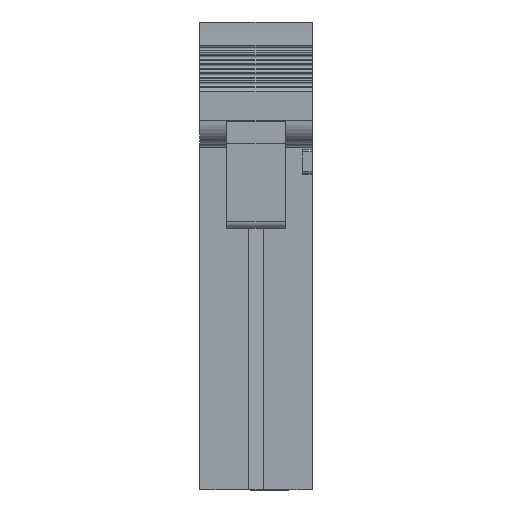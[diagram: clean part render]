
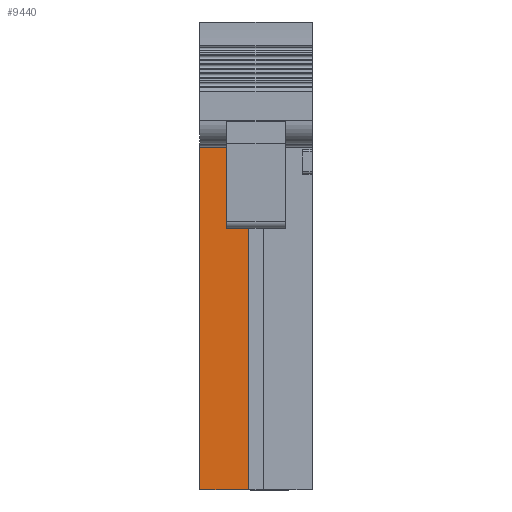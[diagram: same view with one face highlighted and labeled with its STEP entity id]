
A CAD part, left-side view. The second image highlights one B-rep face of the part: STEP entity #9440.
In plain terms, the highlighted planar face has unit normal (-1, 0, 0).
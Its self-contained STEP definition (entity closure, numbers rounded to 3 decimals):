
#9426=AXIS2_PLACEMENT_3D('Plane Axis2P3D',#9423,#9424,#9425) ;
#792=CARTESIAN_POINT('Vertex',(3.203,11.4,0.)) ;
#795=CARTESIAN_POINT('Line Origine',(3.203,11.4,17.327)) ;
#799=CARTESIAN_POINT('Vertex',(3.203,11.4,34.653)) ;
#1030=CARTESIAN_POINT('Vertex',(3.203,11.4,36.792)) ;
#1033=CARTESIAN_POINT('Line Origine',(3.203,11.4,38.596)) ;
#1037=CARTESIAN_POINT('Vertex',(3.203,11.4,40.4)) ;
#5572=CARTESIAN_POINT('Line Origine',(3.203,8.4,40.405)) ;
#5576=CARTESIAN_POINT('Vertex',(3.203,8.4,40.41)) ;
#5578=CARTESIAN_POINT('Vertex',(3.203,8.4,40.4)) ;
#5604=CARTESIAN_POINT('Line Origine',(3.203,9.9,40.4)) ;
#6668=CARTESIAN_POINT('Line Origine',(3.203,6.45,20.205)) ;
#6672=CARTESIAN_POINT('Vertex',(3.203,6.45,0.)) ;
#6674=CARTESIAN_POINT('Vertex',(3.203,6.45,40.41)) ;
#6863=CARTESIAN_POINT('Line Origine',(3.203,7.425,40.41)) ;
#8202=CARTESIAN_POINT('Line Origine',(3.203,8.925,0.)) ;
#8475=CARTESIAN_POINT('Vertex',(3.203,8.65,36.792)) ;
#8478=CARTESIAN_POINT('Line Origine',(3.202,5.7,36.792)) ;
#8797=CARTESIAN_POINT('Vertex',(3.203,8.65,34.653)) ;
#8800=CARTESIAN_POINT('Line Origine',(3.203,5.7,34.653)) ;
#9299=CARTESIAN_POINT('Line Origine',(3.203,8.65,35.723)) ;
#9423=CARTESIAN_POINT('Axis2P3D Location',(3.203,0.,46.9)) ;
#796=DIRECTION('Vector Direction',(0.,0.,-1.)) ;
#1034=DIRECTION('Vector Direction',(0.,0.,-1.)) ;
#5573=DIRECTION('Vector Direction',(0.,0.,-1.)) ;
#5605=DIRECTION('Vector Direction',(0.,1.,0.)) ;
#6669=DIRECTION('Vector Direction',(0.,0.,1.)) ;
#6864=DIRECTION('Vector Direction',(0.,1.,0.)) ;
#8203=DIRECTION('Vector Direction',(0.,1.,0.)) ;
#8479=DIRECTION('Vector Direction',(0.,-1.,0.)) ;
#8801=DIRECTION('Vector Direction',(0.,-1.,0.)) ;
#9300=DIRECTION('Vector Direction',(0.,0.,-1.)) ;
#9424=DIRECTION('Axis2P3D Direction',(1.,-0.,0.)) ;
#9425=DIRECTION('Axis2P3D XDirection',(0.,0.,-1.)) ;
#797=VECTOR('Line Direction',#796,1.) ;
#1035=VECTOR('Line Direction',#1034,1.) ;
#5574=VECTOR('Line Direction',#5573,1.) ;
#5606=VECTOR('Line Direction',#5605,1.) ;
#6670=VECTOR('Line Direction',#6669,1.) ;
#6865=VECTOR('Line Direction',#6864,1.) ;
#8204=VECTOR('Line Direction',#8203,1.) ;
#8480=VECTOR('Line Direction',#8479,1.) ;
#8802=VECTOR('Line Direction',#8801,1.) ;
#9301=VECTOR('Line Direction',#9300,1.) ;
#9429=ORIENTED_EDGE('',*,*,#6676,.T.) ;
#9430=ORIENTED_EDGE('',*,*,#6867,.T.) ;
#9431=ORIENTED_EDGE('',*,*,#5580,.T.) ;
#9432=ORIENTED_EDGE('',*,*,#5608,.T.) ;
#9433=ORIENTED_EDGE('',*,*,#1039,.T.) ;
#9434=ORIENTED_EDGE('',*,*,#8482,.F.) ;
#9435=ORIENTED_EDGE('',*,*,#9303,.T.) ;
#9436=ORIENTED_EDGE('',*,*,#8804,.T.) ;
#9437=ORIENTED_EDGE('',*,*,#801,.T.) ;
#9438=ORIENTED_EDGE('',*,*,#8206,.F.) ;
#9440=ADVANCED_FACE('_HDC CM BUS 2BS T PBDP 1806030000',(#9439),#9427,.F.) ;
#801=EDGE_CURVE('',#800,#793,#798,.T.) ;
#1039=EDGE_CURVE('',#1038,#1031,#1036,.T.) ;
#5580=EDGE_CURVE('',#5577,#5579,#5575,.T.) ;
#5608=EDGE_CURVE('',#5579,#1038,#5607,.T.) ;
#6676=EDGE_CURVE('',#6673,#6675,#6671,.T.) ;
#6867=EDGE_CURVE('',#6675,#5577,#6866,.T.) ;
#8206=EDGE_CURVE('',#6673,#793,#8205,.T.) ;
#8482=EDGE_CURVE('',#8476,#1031,#8481,.F.) ;
#8804=EDGE_CURVE('',#8798,#800,#8803,.F.) ;
#9303=EDGE_CURVE('',#8476,#8798,#9302,.T.) ;
#9428=EDGE_LOOP('',(#9429,#9430,#9431,#9432,#9433,#9434,#9435,#9436,#9437,#9438)) ;
#9439=FACE_OUTER_BOUND('',#9428,.T.) ;
#798=LINE('Line',#795,#797) ;
#1036=LINE('Line',#1033,#1035) ;
#5575=LINE('Line',#5572,#5574) ;
#5607=LINE('Line',#5604,#5606) ;
#6671=LINE('Line',#6668,#6670) ;
#6866=LINE('Line',#6863,#6865) ;
#8205=LINE('Line',#8202,#8204) ;
#8481=LINE('Line',#8478,#8480) ;
#8803=LINE('Line',#8800,#8802) ;
#9302=LINE('Line',#9299,#9301) ;
#9427=PLANE('',#9426) ;
#793=VERTEX_POINT('',#792) ;
#800=VERTEX_POINT('',#799) ;
#1031=VERTEX_POINT('',#1030) ;
#1038=VERTEX_POINT('',#1037) ;
#5577=VERTEX_POINT('',#5576) ;
#5579=VERTEX_POINT('',#5578) ;
#6673=VERTEX_POINT('',#6672) ;
#6675=VERTEX_POINT('',#6674) ;
#8476=VERTEX_POINT('',#8475) ;
#8798=VERTEX_POINT('',#8797) ;
